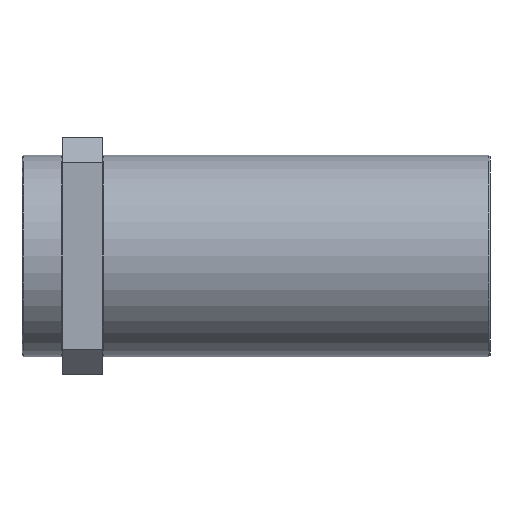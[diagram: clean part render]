
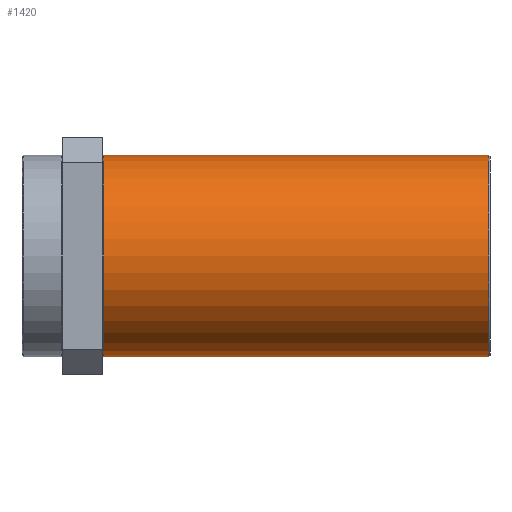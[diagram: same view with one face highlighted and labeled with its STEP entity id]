
A CAD part, front view. The second image highlights one B-rep face of the part: STEP entity #1420.
In plain terms, the highlighted cylindrical face has radius 45 mm (diameter 90 mm), a partial arc.
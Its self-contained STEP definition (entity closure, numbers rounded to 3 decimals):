
#2 = AXIS2_PLACEMENT_3D ( 'NONE', #217, #224, #225 ) ;
#31 = AXIS2_PLACEMENT_3D ( 'NONE', #522, #519, #518 ) ;
#125 = CARTESIAN_POINT ( 'NONE',  ( -18., 0., -45. ) ) ;
#126 = CARTESIAN_POINT ( 'NONE',  ( -18., 0., 45. ) ) ;
#127 = DIRECTION ( 'NONE',  ( 1., 0., 0. ) ) ;
#133 = DIRECTION ( 'NONE',  ( 1., 0., 0. ) ) ;
#217 = CARTESIAN_POINT ( 'NONE',  ( 190.5, 0., 0. ) ) ;
#224 = DIRECTION ( 'NONE',  ( -1., 0., 0. ) ) ;
#225 = DIRECTION ( 'NONE',  ( 0., 0., -1. ) ) ;
#229 = CARTESIAN_POINT ( 'NONE',  ( 18.3, 0., 0. ) ) ;
#236 = DIRECTION ( 'NONE',  ( -1., 0., 0. ) ) ;
#237 = DIRECTION ( 'NONE',  ( 0., 0., 1. ) ) ;
#442 = AXIS2_PLACEMENT_3D ( 'NONE', #229, #236, #237 ) ;
#518 = DIRECTION ( 'NONE',  ( 0., 0., -1. ) ) ;
#519 = DIRECTION ( 'NONE',  ( 1., 0., 0. ) ) ;
#522 = CARTESIAN_POINT ( 'NONE',  ( -18., 0., 0. ) ) ;
#736 = CARTESIAN_POINT ( 'NONE',  ( 190.5, 0., 45. ) ) ;
#751 = CARTESIAN_POINT ( 'NONE',  ( 190.5, 0., -45. ) ) ;
#757 = CARTESIAN_POINT ( 'NONE',  ( 18.3, 0., -45. ) ) ;
#760 = CARTESIAN_POINT ( 'NONE',  ( 18.3, 0., 45. ) ) ;
#799 = ORIENTED_EDGE ( 'NONE', *, *, #1585, .T. ) ;
#800 = ORIENTED_EDGE ( 'NONE', *, *, #1454, .T. ) ;
#801 = ORIENTED_EDGE ( 'NONE', *, *, #1589, .F. ) ;
#802 = ORIENTED_EDGE ( 'NONE', *, *, #1452, .F. ) ;
#983 = EDGE_LOOP ( 'NONE', ( #802, #801, #800, #799 ) ) ;
#1096 = FACE_OUTER_BOUND ( 'NONE', #983, .T. ) ;
#1178 = CYLINDRICAL_SURFACE ( 'NONE', #31, 45. ) ;
#1237 = LINE ( 'NONE', #125, #1240 ) ;
#1240 = VECTOR ( 'NONE', #133, 1000. ) ;
#1247 = VECTOR ( 'NONE', #127, 1000. ) ;
#1251 = LINE ( 'NONE', #126, #1247 ) ;
#1286 = VERTEX_POINT ( 'NONE', #760 ) ;
#1288 = VERTEX_POINT ( 'NONE', #751 ) ;
#1296 = VERTEX_POINT ( 'NONE', #757 ) ;
#1330 = VERTEX_POINT ( 'NONE', #736 ) ;
#1420 = ADVANCED_FACE ( 'NONE', ( #1096 ), #1178, .T. ) ;
#1452 = EDGE_CURVE ( 'NONE', #1286, #1330, #1251, .T. ) ;
#1454 = EDGE_CURVE ( 'NONE', #1296, #1288, #1237, .T. ) ;
#1475 = CIRCLE ( 'NONE', #2, 45. ) ;
#1482 = CIRCLE ( 'NONE', #442, 45. ) ;
#1585 = EDGE_CURVE ( 'NONE', #1288, #1330, #1475, .T. ) ;
#1589 = EDGE_CURVE ( 'NONE', #1296, #1286, #1482, .T. ) ;
